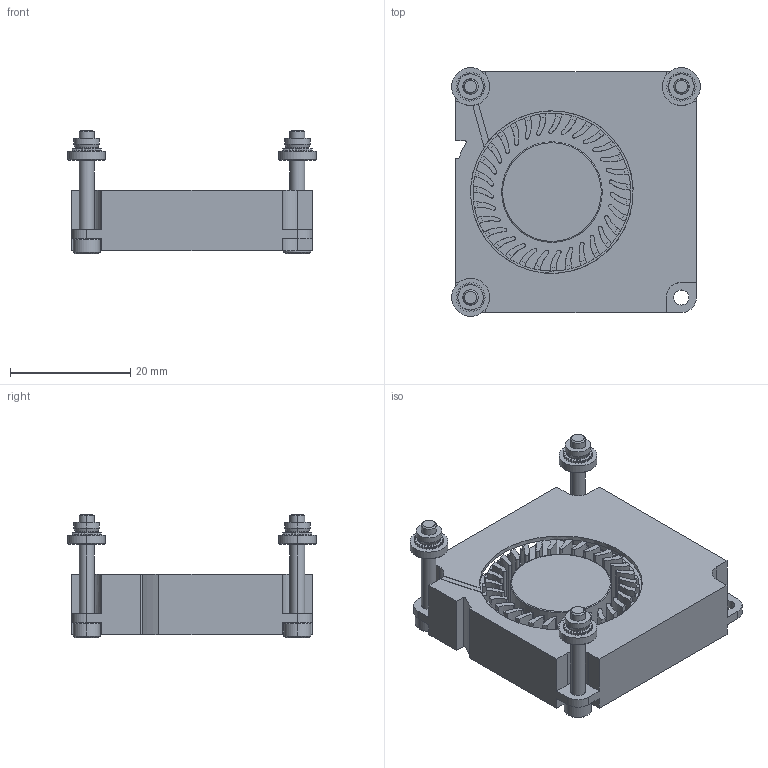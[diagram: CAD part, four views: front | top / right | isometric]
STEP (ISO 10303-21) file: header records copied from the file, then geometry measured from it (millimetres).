
FILE_DESCRIPTION(('FreeCAD Model'),'2;1');
FILE_NAME('Open CASCADE Shape Model','2024-02-10T13:37:20',('Author'),( ''),'Open CASCADE STEP processor 7.6','FreeCAD','Unknown');
FILE_SCHEMA(('AUTOMOTIVE_DESIGN { 1 0 10303 214 1 1 1 1 }'));
Length unit declared in the file: millimetre
Products named in the file (8): Unnamed; nut2.5_1; blowerFan_40mm_v2; nut2.5_2; nut2.5_3; screw2.5_001; screw2.5_002; screw2.5_003
Assembly tree (7 placements, depth 2):
  Unnamed
    nut2.5_1
    blowerFan_40mm_v2
    nut2.5_2
    nut2.5_3
    screw2.5_001
    screw2.5_002
    screw2.5_003
Bounding box: 41.3 x 41.3 x 20.5 mm (x, y, z)
Volume: 6629.3 mm3; surface area: 11701.5 mm2
Topology: 7 solids, 7 shells, 733 faces, 1983 edges, 1278 vertices
Faces by surface type: plane 345, cylinder 300, cone 75, torus 13
Full cylindrical faces by diameter (mm): 2.5 x4, 16.7 x1, 25 x1, 26.2 x1, 27 x1
Entity records: 51221 total; most frequent: CARTESIAN_POINT 11684, DIRECTION 7688, LINE 4256, VECTOR 4256, ORIENTED_EDGE 3954, PCURVE 3954, DEFINITIONAL_REPRESENTATION 3954, EDGE_CURVE 1977
